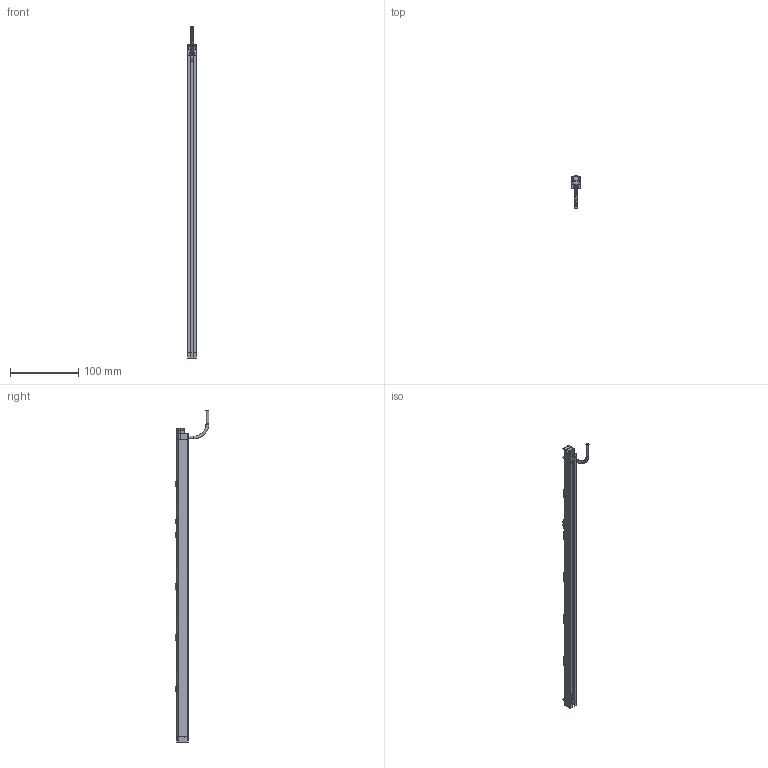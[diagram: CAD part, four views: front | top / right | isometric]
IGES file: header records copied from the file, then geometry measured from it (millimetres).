
Start section:  PTC IGES file: 223799.igs
Global section: file name: 223799.igs; native system: Creo Parametric by PTC Inc.; preprocessor: 2019292; author: PDMAdmin; organization: Unknown; date: 20211025.103958; units: millimetre
Bounding box: 12.81 x 49.18 x 485.62 mm (x, y, z)
Volume: 73036.5 mm3; surface area: 142731 mm2
Topology: 2 solids, 2 shells, 2210 faces, 11042 edges, 13530 vertices
Faces by surface type: bspline 1482, revolution 708, extrusion 20
